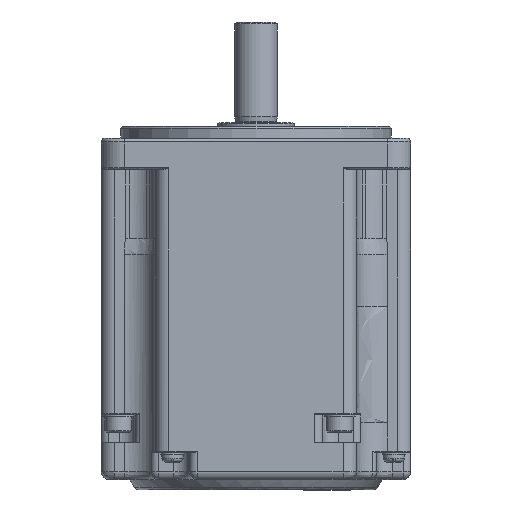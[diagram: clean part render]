
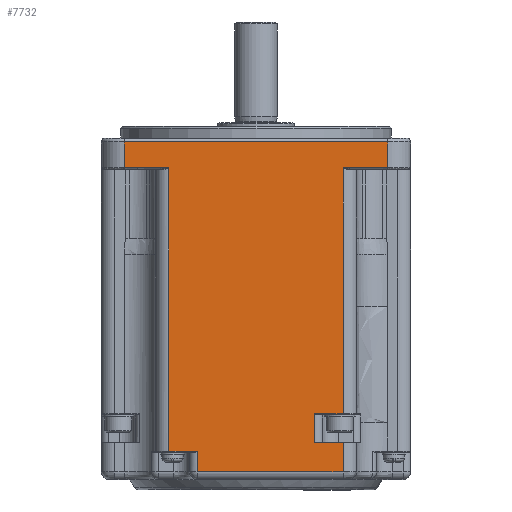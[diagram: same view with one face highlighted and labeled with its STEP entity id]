
A CAD part, front view. The second image highlights one B-rep face of the part: STEP entity #7732.
In plain terms, the highlighted planar face has unit normal (0, -1, 0).
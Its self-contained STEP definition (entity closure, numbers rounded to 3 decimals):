
#2779=CARTESIAN_POINT('',(-212.,-40.,-1.));
#2780=VERTEX_POINT('',#2779);
#2889=CARTESIAN_POINT('',(-144.,-40.,-1.));
#2890=VERTEX_POINT('',#2889);
#3294=CARTESIAN_POINT('',(-212.,-40.,-7.7));
#3295=VERTEX_POINT('',#3294);
#3303=CARTESIAN_POINT('',(-212.,-40.,-1.));
#3304=DIRECTION('',(0.,0.,-1.));
#3305=VECTOR('',#3304,6.7);
#3306=LINE('',#3303,#3305);
#3307=EDGE_CURVE('',#2780,#3295,#3306,.T.);
#3319=CARTESIAN_POINT('',(-200.5,-40.,-7.7));
#3320=VERTEX_POINT('',#3319);
#3349=CARTESIAN_POINT('',(-200.5,-40.,-80.95));
#3350=VERTEX_POINT('',#3349);
#3358=CARTESIAN_POINT('',(-200.5,-40.,-7.7));
#3359=DIRECTION('',(0.,0.,-1.));
#3360=VECTOR('',#3359,73.25);
#3361=LINE('',#3358,#3360);
#3362=EDGE_CURVE('',#3320,#3350,#3361,.T.);
#3523=CARTESIAN_POINT('',(-144.,-40.,-7.7));
#3524=VERTEX_POINT('',#3523);
#3525=CARTESIAN_POINT('',(-144.,-40.,-1.));
#3526=DIRECTION('',(0.,0.,-1.));
#3527=VECTOR('',#3526,6.7);
#3528=LINE('',#3525,#3527);
#3529=EDGE_CURVE('',#2890,#3524,#3528,.T.);
#3565=CARTESIAN_POINT('',(-155.5,-40.,-7.7));
#3566=VERTEX_POINT('',#3565);
#3579=CARTESIAN_POINT('',(-155.5,-40.,-71.25));
#3580=VERTEX_POINT('',#3579);
#3581=CARTESIAN_POINT('',(-155.5,-40.,-7.7));
#3582=DIRECTION('',(0.,0.,-1.));
#3583=VECTOR('',#3582,63.55);
#3584=LINE('',#3581,#3583);
#3585=EDGE_CURVE('',#3566,#3580,#3584,.T.);
#4574=CARTESIAN_POINT('',(-155.5,-40.,-7.7));
#4575=DIRECTION('',(1.,0.,0.));
#4576=VECTOR('',#4575,11.5);
#4577=LINE('',#4574,#4576);
#4578=EDGE_CURVE('',#3566,#3524,#4577,.T.);
#4789=CARTESIAN_POINT('',(-212.,-40.,-7.7));
#4790=DIRECTION('',(1.,0.,0.));
#4791=VECTOR('',#4790,11.5);
#4792=LINE('',#4789,#4791);
#4793=EDGE_CURVE('',#3295,#3320,#4792,.T.);
#7653=CARTESIAN_POINT('',(-144.,-40.,-1.));
#7654=DIRECTION('',(-1.,0.,0.));
#7655=VECTOR('',#7654,68.);
#7656=LINE('',#7653,#7655);
#7657=EDGE_CURVE('',#2890,#2780,#7656,.T.);
#7664=CARTESIAN_POINT('',(80.28,-40.,206.22));
#7665=DIRECTION('',(0.,0.,1.));
#7666=DIRECTION('',(0.,-1.,0.));
#7667=AXIS2_PLACEMENT_3D('',#7664,#7666,#7665);
#7668=PLANE('',#7667);
#7669=ORIENTED_EDGE('',*,*,#3307,.T.);
#7670=ORIENTED_EDGE('',*,*,#4793,.T.);
#7671=ORIENTED_EDGE('',*,*,#3362,.T.);
#7672=CARTESIAN_POINT('',(-193.2,-40.,-80.95));
#7673=VERTEX_POINT('',#7672);
#7674=CARTESIAN_POINT('',(-200.5,-40.,-80.95));
#7675=DIRECTION('',(1.,0.,0.));
#7676=VECTOR('',#7675,7.3);
#7677=LINE('',#7674,#7676);
#7678=EDGE_CURVE('',#3350,#7673,#7677,.T.);
#7679=ORIENTED_EDGE('',*,*,#7678,.T.);
#7680=CARTESIAN_POINT('',(-193.2,-40.,-86.25));
#7681=VERTEX_POINT('',#7680);
#7682=CARTESIAN_POINT('',(-193.2,-40.,-80.95));
#7683=DIRECTION('',(0.,0.,-1.));
#7684=VECTOR('',#7683,5.3);
#7685=LINE('',#7682,#7684);
#7686=EDGE_CURVE('',#7673,#7681,#7685,.T.);
#7687=ORIENTED_EDGE('',*,*,#7686,.T.);
#7688=CARTESIAN_POINT('',(-155.5,-40.,-86.25));
#7689=VERTEX_POINT('',#7688);
#7690=CARTESIAN_POINT('',(-193.2,-40.,-86.25));
#7691=DIRECTION('',(1.,0.,0.));
#7692=VECTOR('',#7691,37.7);
#7693=LINE('',#7690,#7692);
#7694=EDGE_CURVE('',#7681,#7689,#7693,.T.);
#7695=ORIENTED_EDGE('',*,*,#7694,.T.);
#7696=CARTESIAN_POINT('',(-155.5,-40.,-78.75));
#7697=VERTEX_POINT('',#7696);
#7698=CARTESIAN_POINT('',(-155.5,-40.,-86.25));
#7699=DIRECTION('',(0.,0.,1.));
#7700=VECTOR('',#7699,7.5);
#7701=LINE('',#7698,#7700);
#7702=EDGE_CURVE('',#7689,#7697,#7701,.T.);
#7703=ORIENTED_EDGE('',*,*,#7702,.T.);
#7704=CARTESIAN_POINT('',(-162.8,-40.,-78.75));
#7705=VERTEX_POINT('',#7704);
#7706=CARTESIAN_POINT('',(-155.5,-40.,-78.75));
#7707=DIRECTION('',(-1.,0.,0.));
#7708=VECTOR('',#7707,7.3);
#7709=LINE('',#7706,#7708);
#7710=EDGE_CURVE('',#7697,#7705,#7709,.T.);
#7711=ORIENTED_EDGE('',*,*,#7710,.T.);
#7712=CARTESIAN_POINT('',(-162.8,-40.,-71.25));
#7713=VERTEX_POINT('',#7712);
#7714=CARTESIAN_POINT('',(-162.8,-40.,-71.25));
#7715=DIRECTION('',(0.,0.,-1.));
#7716=VECTOR('',#7715,7.5);
#7717=LINE('',#7714,#7716);
#7718=EDGE_CURVE('',#7713,#7705,#7717,.T.);
#7719=ORIENTED_EDGE('',*,*,#7718,.F.);
#7720=CARTESIAN_POINT('',(-162.8,-40.,-71.25));
#7721=DIRECTION('',(1.,0.,0.));
#7722=VECTOR('',#7721,7.3);
#7723=LINE('',#7720,#7722);
#7724=EDGE_CURVE('',#7713,#3580,#7723,.T.);
#7725=ORIENTED_EDGE('',*,*,#7724,.T.);
#7726=ORIENTED_EDGE('',*,*,#3585,.F.);
#7727=ORIENTED_EDGE('',*,*,#4578,.T.);
#7728=ORIENTED_EDGE('',*,*,#3529,.F.);
#7729=ORIENTED_EDGE('',*,*,#7657,.T.);
#7730=EDGE_LOOP('',(#7669,#7670,#7671,#7679,#7687,#7695,#7703,#7711,#7719,#7725,#7726,#7727,#7728,#7729));
#7731=FACE_OUTER_BOUND('',#7730,.T.);
#7732=ADVANCED_FACE('',(#7731),#7668,.T.);
